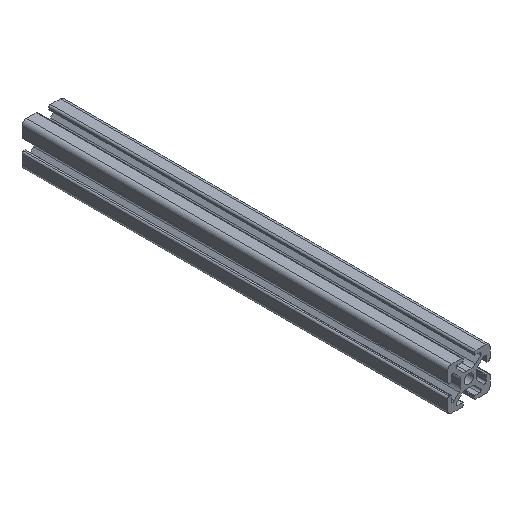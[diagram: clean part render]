
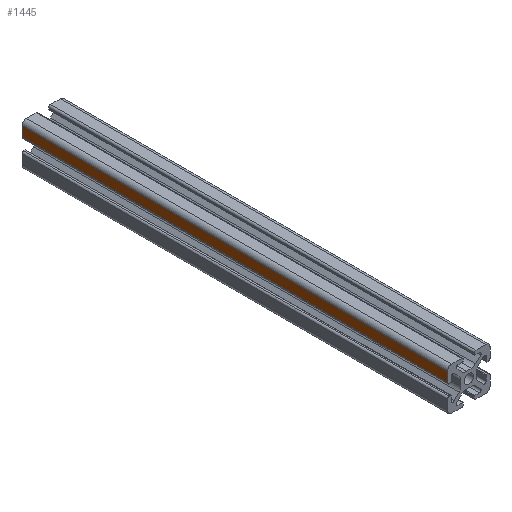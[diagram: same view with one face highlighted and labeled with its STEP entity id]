
A CAD part, isometric view. The second image highlights one B-rep face of the part: STEP entity #1445.
In plain terms, the highlighted planar face has unit normal (-1, 0, 0).
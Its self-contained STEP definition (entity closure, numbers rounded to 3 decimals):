
#166=FACE_OUTER_BOUND('',#242,.T.);
#242=EDGE_LOOP('',(#1080,#1081,#1082,#1083));
#354=LINE('',#2296,#498);
#355=LINE('',#2305,#499);
#356=LINE('',#2307,#500);
#357=LINE('',#2308,#501);
#498=VECTOR('',#1850,200.);
#499=VECTOR('',#1861,4.625);
#500=VECTOR('',#1862,200.);
#501=VECTOR('',#1863,4.625);
#642=VERTEX_POINT('',#2293);
#643=VERTEX_POINT('',#2295);
#646=VERTEX_POINT('',#2304);
#647=VERTEX_POINT('',#2306);
#823=EDGE_CURVE('',#642,#643,#354,.T.);
#827=EDGE_CURVE('',#642,#646,#355,.T.);
#828=EDGE_CURVE('',#646,#647,#356,.T.);
#829=EDGE_CURVE('',#643,#647,#357,.T.);
#1080=ORIENTED_EDGE('',*,*,#827,.T.);
#1081=ORIENTED_EDGE('',*,*,#828,.T.);
#1082=ORIENTED_EDGE('',*,*,#829,.F.);
#1083=ORIENTED_EDGE('',*,*,#823,.F.);
#1388=PLANE('',#1560);
#1445=ADVANCED_FACE('',(#166),#1388,.T.);
#1560=AXIS2_PLACEMENT_3D('',#2303,#1859,#1860);
#1850=DIRECTION('',(0.,-1.,0.));
#1859=DIRECTION('center_axis',(-1.,0.,0.));
#1860=DIRECTION('ref_axis',(0.,0.,1.));
#1861=DIRECTION('',(0.,0.,-1.));
#1862=DIRECTION('',(0.,-1.,0.));
#1863=DIRECTION('',(0.,0.,-1.));
#2293=CARTESIAN_POINT('',(-10.,200.,8.));
#2295=CARTESIAN_POINT('',(-10.,0.,8.));
#2296=CARTESIAN_POINT('',(-10.,0.,8.));
#2303=CARTESIAN_POINT('Origin',(-10.,0.,3.375));
#2304=CARTESIAN_POINT('',(-10.,200.,3.375));
#2305=CARTESIAN_POINT('',(-10.,200.,1.688));
#2306=CARTESIAN_POINT('',(-10.,0.,3.375));
#2307=CARTESIAN_POINT('',(-10.,0.,3.375));
#2308=CARTESIAN_POINT('',(-10.,0.,1.688));
